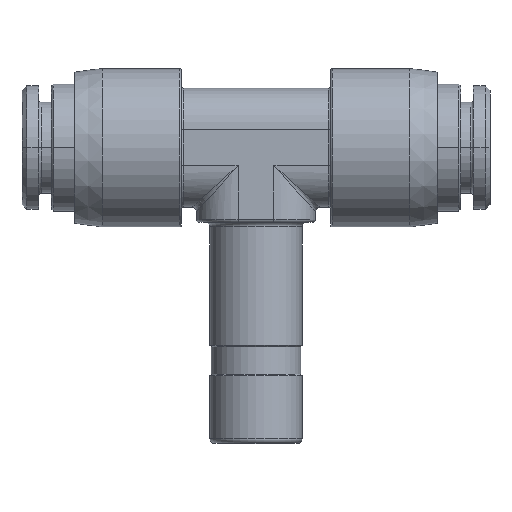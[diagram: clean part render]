
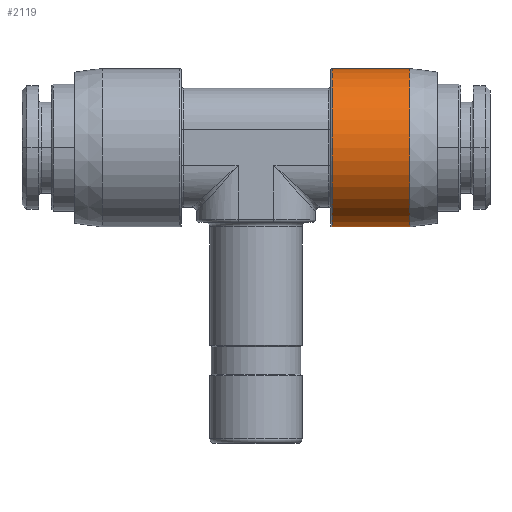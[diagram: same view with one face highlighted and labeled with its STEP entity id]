
A CAD part, top view. The second image highlights one B-rep face of the part: STEP entity #2119.
In plain terms, the highlighted cylindrical face has radius 8.6 mm (diameter 17.2 mm), a partial arc.
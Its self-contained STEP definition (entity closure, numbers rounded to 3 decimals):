
#197=DIRECTION('',(1.,0.,0.));
#198=VECTOR('',#197,8.4);
#199=CARTESIAN_POINT('',(8.3,-8.6,0.));
#200=LINE('',#199,#198);
#201=DIRECTION('',(1.,0.,0.));
#202=VECTOR('',#201,8.4);
#203=CARTESIAN_POINT('',(8.3,8.6,0.));
#204=LINE('',#203,#202);
#205=CARTESIAN_POINT('',(8.3,0.,0.));
#206=DIRECTION('',(-1.,0.,0.));
#207=DIRECTION('',(0.,-1.,0.));
#208=AXIS2_PLACEMENT_3D('',#205,#206,#207);
#210=CARTESIAN_POINT('',(16.7,0.,0.));
#211=DIRECTION('',(-1.,0.,0.));
#212=DIRECTION('',(0.,-1.,0.));
#213=AXIS2_PLACEMENT_3D('',#210,#211,#212);
#1485=CARTESIAN_POINT('',(16.7,-8.6,0.));
#1487=VERTEX_POINT('',#1485);
#1489=CARTESIAN_POINT('',(16.7,8.6,0.));
#1491=VERTEX_POINT('',#1489);
#1517=CARTESIAN_POINT('',(8.3,-8.6,0.));
#1518=CARTESIAN_POINT('',(8.3,8.6,0.));
#1519=VERTEX_POINT('',#1517);
#1520=VERTEX_POINT('',#1518);
#2107=CARTESIAN_POINT('',(20.28,0.,0.));
#2108=DIRECTION('',(-1.,0.,0.));
#2109=DIRECTION('',(0.,1.,0.));
#2110=AXIS2_PLACEMENT_3D('',#2107,#2108,#2109);
#2111=CYLINDRICAL_SURFACE('',#2110,8.6);
#2112=ORIENTED_EDGE('',*,*,#2072,.T.);
#2113=ORIENTED_EDGE('',*,*,#2102,.T.);
#2115=ORIENTED_EDGE('',*,*,#2114,.F.);
#2116=ORIENTED_EDGE('',*,*,#2098,.F.);
#2117=EDGE_LOOP('',(#2112,#2113,#2115,#2116));
#2118=FACE_OUTER_BOUND('',#2117,.F.);
#2119=ADVANCED_FACE('',(#2118),#2111,.T.);
#209=CIRCLE('',#208,8.6);
#214=CIRCLE('',#213,8.6);
#2072=EDGE_CURVE('',#1519,#1520,#209,.T.);
#2098=EDGE_CURVE('',#1519,#1487,#200,.T.);
#2102=EDGE_CURVE('',#1520,#1491,#204,.T.);
#2114=EDGE_CURVE('',#1487,#1491,#214,.T.);
